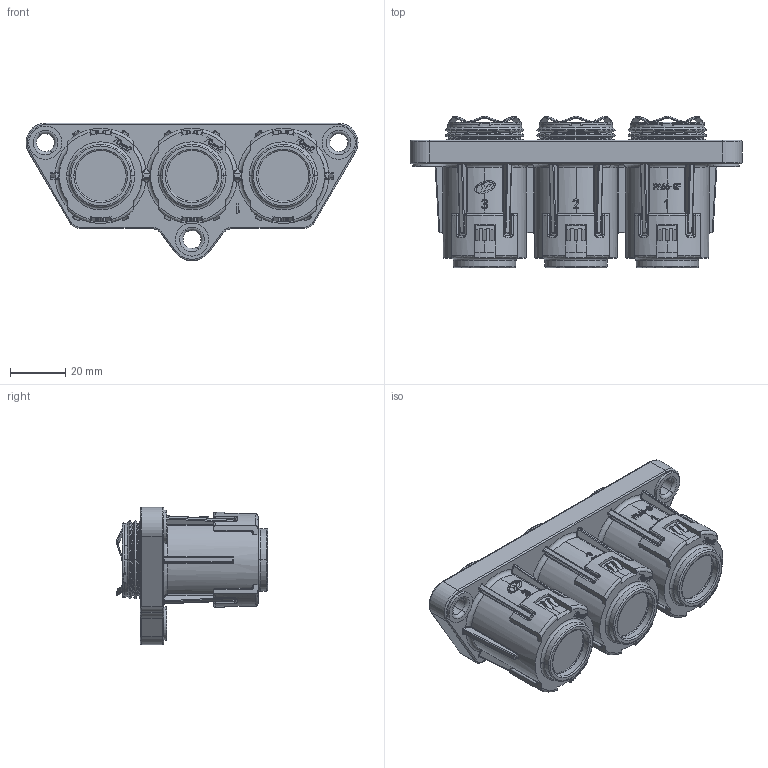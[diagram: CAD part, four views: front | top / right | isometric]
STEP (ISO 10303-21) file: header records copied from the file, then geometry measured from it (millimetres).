
FILE_DESCRIPTION (( 'STEP AP203' ), '1' );
FILE_NAME ('YGIPT5-P3-70¿Í»§.STEP', '2025-05-26T10:00:13', ( '' ), ( '' ), 'SwSTEP 2.0', 'SolidWorks 2023', '' );
FILE_SCHEMA (( 'CONFIG_CONTROL_DESIGN' ));
Length unit declared in the file: millimetre
Products named in the file (1): YGIPT5-P3-70客户
Bounding box: 120 x 54.71 x 49.66 mm (x, y, z)
Volume: 118837.1 mm3; surface area: 35112.9 mm2
Topology: 1 solids, 1 shells, 2480 faces, 6507 edges, 3996 vertices
Faces by surface type: plane 884, cylinder 643, bspline 503, torus 196, cone 190, sphere 64
Entity records: 111304 total; most frequent: CARTESIAN_POINT 54514, ORIENTED_EDGE 12872, DIRECTION 10588, EDGE_CURVE 6436, VERTEX_POINT 3996, AXIS2_PLACEMENT_3D 3866, LINE 2856, VECTOR 2856
